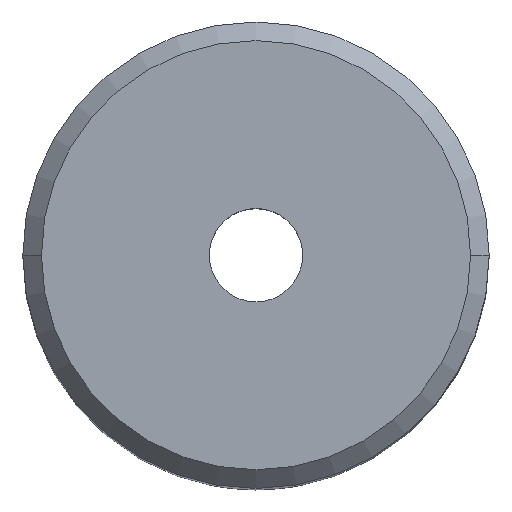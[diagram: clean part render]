
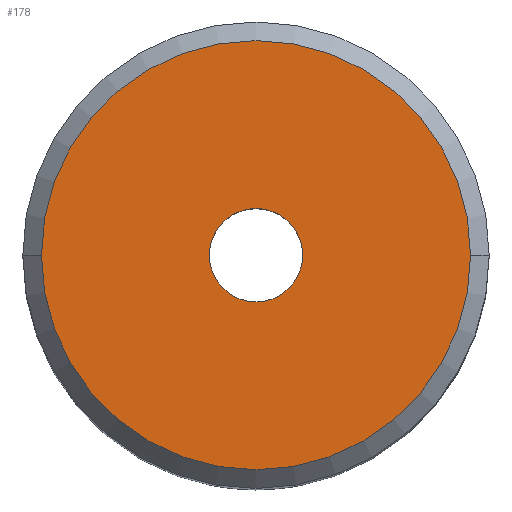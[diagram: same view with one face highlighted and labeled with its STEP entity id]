
A CAD part, top view. The second image highlights one B-rep face of the part: STEP entity #178.
In plain terms, the highlighted planar face has unit normal (0, 0, 1).
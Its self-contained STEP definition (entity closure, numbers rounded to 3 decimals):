
#4 = CARTESIAN_POINT ( 'NONE',  ( 0., 0., 50. ) ) ;
#10 = CARTESIAN_POINT ( 'NONE',  ( 0., 0., 50. ) ) ;
#36 = DIRECTION ( 'NONE',  ( 1., 0., 0. ) ) ;
#44 = CARTESIAN_POINT ( 'NONE',  ( 11.5, 0., 50. ) ) ;
#49 = CIRCLE ( 'NONE', #525, 11.5 ) ;
#52 = ORIENTED_EDGE ( 'NONE', *, *, #527, .F. ) ;
#73 = VERTEX_POINT ( 'NONE', #285 ) ;
#84 = EDGE_CURVE ( 'NONE', #157, #73, #400, .T. ) ;
#86 = CARTESIAN_POINT ( 'NONE',  ( 0., 0., 50. ) ) ;
#97 = CARTESIAN_POINT ( 'NONE',  ( -2.5, 0., 50. ) ) ;
#113 = EDGE_CURVE ( 'NONE', #519, #374, #49, .T. ) ;
#122 = ORIENTED_EDGE ( 'NONE', *, *, #113, .T. ) ;
#139 = ORIENTED_EDGE ( 'NONE', *, *, #220, .T. ) ;
#155 = DIRECTION ( 'NONE',  ( 1., 0., 0. ) ) ;
#157 = VERTEX_POINT ( 'NONE', #97 ) ;
#178 = ADVANCED_FACE ( 'NONE', ( #653, #355 ), #393, .T. ) ;
#190 = CARTESIAN_POINT ( 'NONE',  ( 0., 0., 50. ) ) ;
#202 = AXIS2_PLACEMENT_3D ( 'NONE', #86, #232, #36 ) ;
#214 = EDGE_LOOP ( 'NONE', ( #52, #293 ) ) ;
#220 = EDGE_CURVE ( 'NONE', #374, #519, #484, .T. ) ;
#232 = DIRECTION ( 'NONE',  ( 0., 0., 1. ) ) ;
#274 = DIRECTION ( 'NONE',  ( 0., 0., 1. ) ) ;
#276 = DIRECTION ( 'NONE',  ( 0., 0., 1. ) ) ;
#285 = CARTESIAN_POINT ( 'NONE',  ( 2.5, 0., 50. ) ) ;
#293 = ORIENTED_EDGE ( 'NONE', *, *, #84, .F. ) ;
#311 = AXIS2_PLACEMENT_3D ( 'NONE', #599, #274, #494 ) ;
#331 = DIRECTION ( 'NONE',  ( 1., 0., 0. ) ) ;
#344 = DIRECTION ( 'NONE',  ( 0., 0., 1. ) ) ;
#350 = DIRECTION ( 'NONE',  ( 1., 0., 0. ) ) ;
#355 = FACE_OUTER_BOUND ( 'NONE', #462, .T. ) ;
#358 = AXIS2_PLACEMENT_3D ( 'NONE', #190, #276, #331 ) ;
#374 = VERTEX_POINT ( 'NONE', #402 ) ;
#393 = PLANE ( 'NONE',  #311 ) ;
#399 = DIRECTION ( 'NONE',  ( 0., 0., 1. ) ) ;
#400 = CIRCLE ( 'NONE', #442, 2.5 ) ;
#402 = CARTESIAN_POINT ( 'NONE',  ( -11.5, 0., 50. ) ) ;
#442 = AXIS2_PLACEMENT_3D ( 'NONE', #4, #344, #155 ) ;
#462 = EDGE_LOOP ( 'NONE', ( #139, #122 ) ) ;
#484 = CIRCLE ( 'NONE', #202, 11.5 ) ;
#485 = CIRCLE ( 'NONE', #358, 2.5 ) ;
#494 = DIRECTION ( 'NONE',  ( 1., 0., 0. ) ) ;
#519 = VERTEX_POINT ( 'NONE', #44 ) ;
#525 = AXIS2_PLACEMENT_3D ( 'NONE', #10, #399, #350 ) ;
#527 = EDGE_CURVE ( 'NONE', #73, #157, #485, .T. ) ;
#599 = CARTESIAN_POINT ( 'NONE',  ( 0., 0., 50. ) ) ;
#653 = FACE_BOUND ( 'NONE', #214, .T. ) ;
